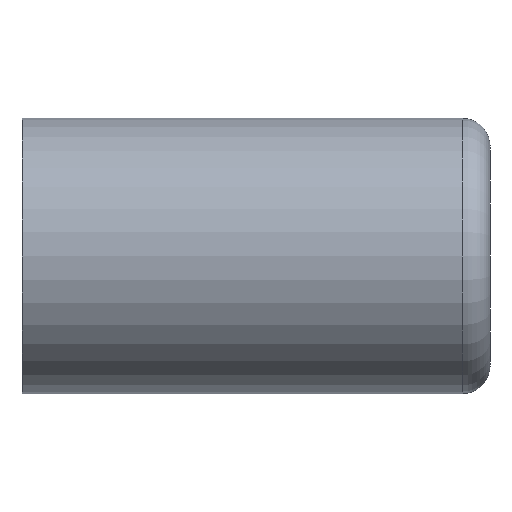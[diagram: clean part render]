
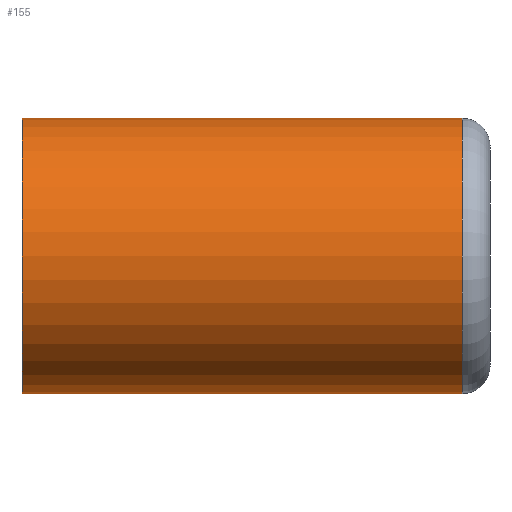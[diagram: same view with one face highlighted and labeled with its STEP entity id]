
A CAD part, left-side view. The second image highlights one B-rep face of the part: STEP entity #155.
In plain terms, the highlighted cylindrical face has radius 5 mm (diameter 10 mm), a full revolution.
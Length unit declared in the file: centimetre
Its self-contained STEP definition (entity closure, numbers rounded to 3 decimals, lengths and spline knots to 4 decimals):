
#107=CYLINDRICAL_SURFACE('',#163,0.5);
#110=VERTEX_POINT('',#194);
#111=VERTEX_POINT('',#197);
#115=CIRCLE('',#162,0.5);
#116=CIRCLE('',#164,0.5);
#120=EDGE_CURVE('',#110,#110,#115,.T.);
#121=EDGE_CURVE('',#111,#111,#116,.T.);
#126=ORIENTED_EDGE('',*,*,#121,.T.);
#127=ORIENTED_EDGE('',*,*,#120,.F.);
#136=EDGE_LOOP('',(#126));
#137=EDGE_LOOP('',(#127));
#146=FACE_BOUND('',#136,.T.);
#147=FACE_BOUND('',#137,.T.);
#155=ADVANCED_FACE('',(#146,#147),#107,.T.);
#162=AXIS2_PLACEMENT_3D('',#193,#174,#175);
#163=AXIS2_PLACEMENT_3D('',#195,#176,#177);
#164=AXIS2_PLACEMENT_3D('',#196,#178,#179);
#174=DIRECTION('',(0.,-1.,0.));
#175=DIRECTION('',(-0.5,0.,0.));
#176=DIRECTION('',(0.,1.,0.));
#177=DIRECTION('',(0.5,0.,0.));
#178=DIRECTION('',(0.,-1.,0.));
#179=DIRECTION('',(0.5,0.,0.));
#193=CARTESIAN_POINT('',(0.,0.1,0.));
#194=CARTESIAN_POINT('',(0.5,0.1,0.));
#195=CARTESIAN_POINT('',(0.,0.,0.));
#196=CARTESIAN_POINT('',(0.,1.7,0.));
#197=CARTESIAN_POINT('',(0.5,1.7,0.));
